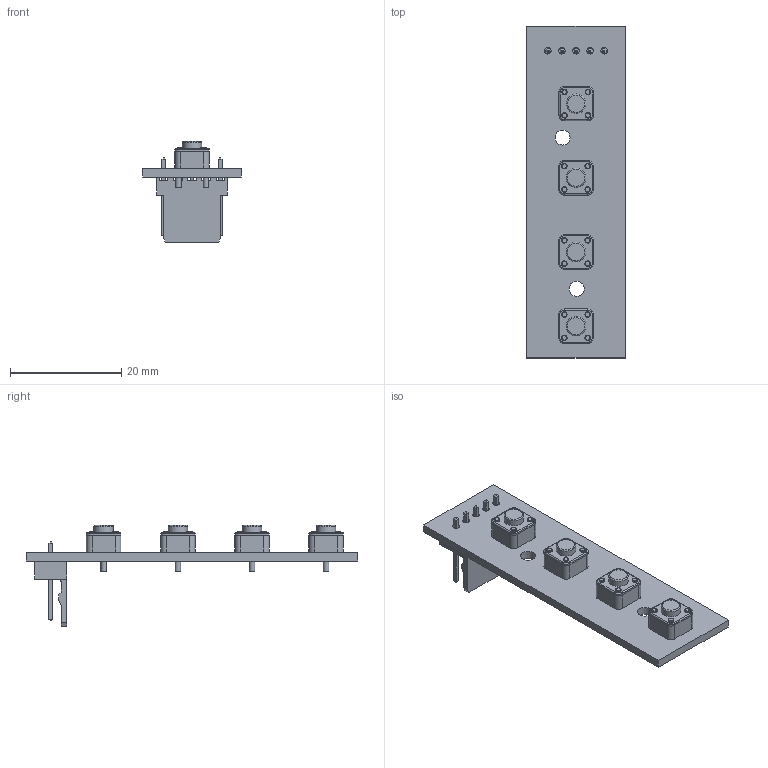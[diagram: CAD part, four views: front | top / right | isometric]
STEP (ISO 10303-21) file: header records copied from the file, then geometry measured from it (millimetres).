
FILE_DESCRIPTION(('KiCad electronic assembly'),'2;1');
FILE_NAME('pcb_botones.step','2025-04-14T18:34:04',('Pcbnew'),('Kicad'), 'Open CASCADE STEP processor 7.8','KiCad to STEP converter','Unknown' );
FILE_SCHEMA(('AUTOMOTIVE_DESIGN { 1 0 10303 214 1 1 1 1 }'));
Length unit declared in the file: millimetre
Products named in the file (4): pcb_botones 1; BUTT-2; Molex_KK-254_AE-6410-05A_1x05_P2.54mm_Vertical; pcb_botones_PCB
Assembly tree (6 placements, depth 2):
  pcb_botones 1
    BUTT-2  x4
    Molex_KK-254_AE-6410-05A_1x05_P2.54mm_Vertical
    pcb_botones_PCB
Bounding box: 17.78 x 59.69 x 18.18 mm (x, y, z)
Volume: 2484.8 mm3; surface area: 3836 mm2
Topology: 6 solids, 6 shells, 344 faces, 758 edges, 464 vertices
Faces by surface type: plane 216, cylinder 92, torus 36
Full cylindrical faces by diameter (mm): 1 x32, 1.19 x5, 2.7 x2, 3.5 x4
Entity records: 7394 total; most frequent: CARTESIAN_POINT 1024, DIRECTION 1009, ORIENTED_EDGE 994, EDGE_CURVE 497, LINE 417, VECTOR 417, VERTEX_POINT 311, AXIS2_PLACEMENT_3D 296
